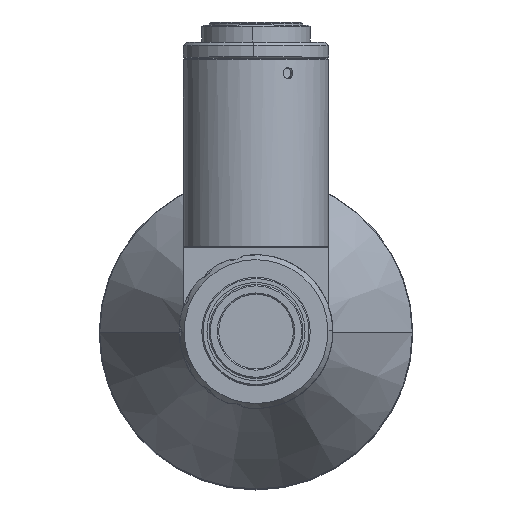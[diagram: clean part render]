
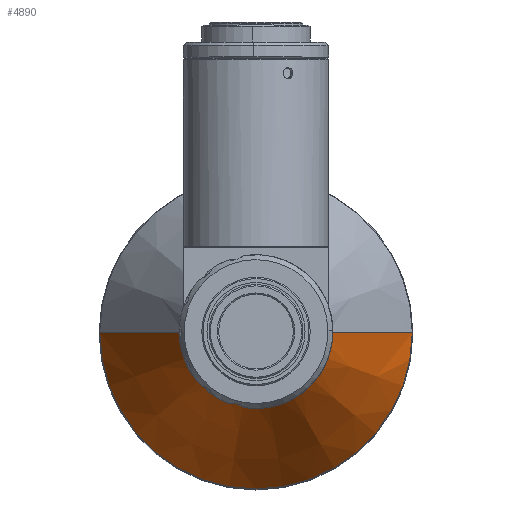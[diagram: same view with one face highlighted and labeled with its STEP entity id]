
A CAD part, top view. The second image highlights one B-rep face of the part: STEP entity #4890.
In plain terms, the highlighted conical face has half-angle 30 degrees and reference radius 36.616 mm.
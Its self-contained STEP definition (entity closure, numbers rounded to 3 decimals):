
#59 = ORIENTED_EDGE ( 'NONE', *, *, #7759, .F. ) ;
#501 = CARTESIAN_POINT ( 'NONE',  ( -36.616, 0., -41.313 ) ) ;
#956 = DIRECTION ( 'NONE',  ( -1., 0., 0. ) ) ;
#973 = CARTESIAN_POINT ( 'NONE',  ( 36.616, 0., -41.313 ) ) ;
#978 = VERTEX_POINT ( 'NONE', #4261 ) ;
#1368 = CARTESIAN_POINT ( 'NONE',  ( -36.616, 0., -41.313 ) ) ;
#1424 = CARTESIAN_POINT ( 'NONE',  ( 0., 0., -41.313 ) ) ;
#1612 = AXIS2_PLACEMENT_3D ( 'NONE', #8916, #1724, #9798 ) ;
#1645 = EDGE_CURVE ( 'NONE', #4023, #6557, #3679, .T. ) ;
#1652 = CIRCLE ( 'NONE', #2900, 36.616 ) ;
#1711 = ORIENTED_EDGE ( 'NONE', *, *, #9797, .T. ) ;
#1724 = DIRECTION ( 'NONE',  ( 0., 0., 1. ) ) ;
#2093 = DIRECTION ( 'NONE',  ( -0.5, 0., -0.866 ) ) ;
#2900 = AXIS2_PLACEMENT_3D ( 'NONE', #1424, #6784, #6860 ) ;
#3484 = CARTESIAN_POINT ( 'NONE',  ( 0., 0., -41.313 ) ) ;
#3679 = LINE ( 'NONE', #973, #7296 ) ;
#4023 = VERTEX_POINT ( 'NONE', #9731 ) ;
#4172 = ORIENTED_EDGE ( 'NONE', *, *, #10564, .T. ) ;
#4261 = CARTESIAN_POINT ( 'NONE',  ( -17.134, 0., -7.569 ) ) ;
#4464 = VECTOR ( 'NONE', #2093, 1000. ) ;
#4890 = ADVANCED_FACE ( 'NONE', ( #7107 ), #10582, .T. ) ;
#5354 = DIRECTION ( 'NONE',  ( 0., 0., -1. ) ) ;
#5364 = EDGE_LOOP ( 'NONE', ( #6039, #59, #1711, #4172 ) ) ;
#6039 = ORIENTED_EDGE ( 'NONE', *, *, #1645, .F. ) ;
#6129 = LINE ( 'NONE', #501, #4464 ) ;
#6557 = VERTEX_POINT ( 'NONE', #9855 ) ;
#6784 = DIRECTION ( 'NONE',  ( 0., 0., 1. ) ) ;
#6860 = DIRECTION ( 'NONE',  ( 1., 0., 0. ) ) ;
#7107 = FACE_OUTER_BOUND ( 'NONE', #5364, .T. ) ;
#7296 = VECTOR ( 'NONE', #9782, 1000. ) ;
#7759 = EDGE_CURVE ( 'NONE', #978, #4023, #8692, .T. ) ;
#8692 = CIRCLE ( 'NONE', #1612, 17.134 ) ;
#8916 = CARTESIAN_POINT ( 'NONE',  ( 0., 0., -7.569 ) ) ;
#9731 = CARTESIAN_POINT ( 'NONE',  ( 17.134, 0., -7.569 ) ) ;
#9782 = DIRECTION ( 'NONE',  ( 0.5, 0., -0.866 ) ) ;
#9797 = EDGE_CURVE ( 'NONE', #978, #11351, #6129, .T. ) ;
#9798 = DIRECTION ( 'NONE',  ( 1., 0., 0. ) ) ;
#9855 = CARTESIAN_POINT ( 'NONE',  ( 36.616, 0., -41.313 ) ) ;
#10310 = AXIS2_PLACEMENT_3D ( 'NONE', #3484, #5354, #956 ) ;
#10564 = EDGE_CURVE ( 'NONE', #11351, #6557, #1652, .T. ) ;
#10582 = CONICAL_SURFACE ( 'NONE', #10310, 36.616, 0.524 ) ;
#11351 = VERTEX_POINT ( 'NONE', #1368 ) ;
